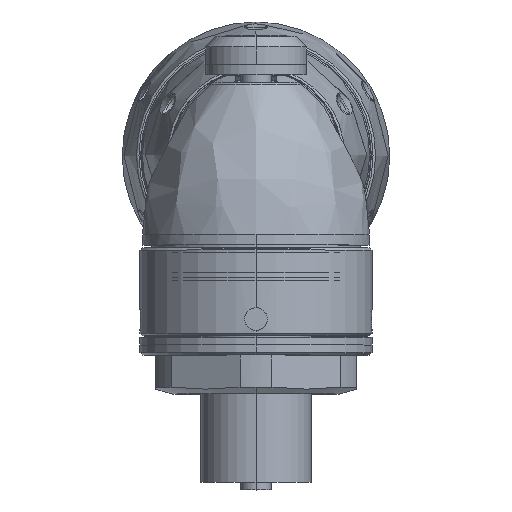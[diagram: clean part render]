
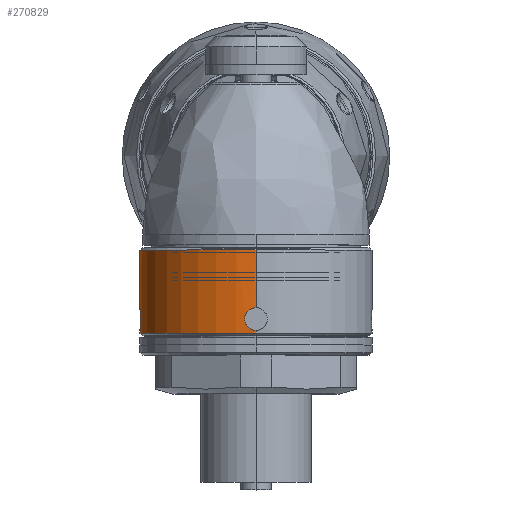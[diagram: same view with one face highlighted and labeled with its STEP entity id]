
A CAD part, top view. The second image highlights one B-rep face of the part: STEP entity #270829.
In plain terms, the highlighted cylindrical face has radius 23 mm (diameter 46 mm), a partial arc.
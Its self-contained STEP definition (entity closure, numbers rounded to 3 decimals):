
#269850=CARTESIAN_POINT('',(23.,0.,1.05));
#269851=CARTESIAN_POINT('',(23.,-0.18,1.05));
#269852=CARTESIAN_POINT('',(22.996,-0.532,
1.091));
#269853=CARTESIAN_POINT('',(22.977,-1.058,
1.288));
#269854=CARTESIAN_POINT('',(22.952,-1.507,
1.601));
#269855=CARTESIAN_POINT('',(22.925,-1.863,
2.));
#269856=CARTESIAN_POINT('',(22.902,-2.126,
2.495));
#269857=CARTESIAN_POINT('',(22.889,-2.256,
3.036));
#269858=CARTESIAN_POINT('',(22.889,-2.255,
3.568));
#269859=CARTESIAN_POINT('',(22.902,-2.125,
4.107));
#269860=CARTESIAN_POINT('',(22.925,-1.862,
4.602));
#269861=CARTESIAN_POINT('',(22.952,-1.504,
5.001));
#269862=CARTESIAN_POINT('',(22.978,-1.056,
5.313));
#269863=CARTESIAN_POINT('',(22.996,-0.532,
5.509));
#269864=CARTESIAN_POINT('',(23.,-0.18,5.55));
#269865=CARTESIAN_POINT('',(23.,0.,5.55));
#269870=CARTESIAN_POINT('',(23.,0.,5.55));
#269871=CARTESIAN_POINT('',(23.,0.18,5.55));
#269872=CARTESIAN_POINT('',(22.996,0.532,
5.509));
#269873=CARTESIAN_POINT('',(22.977,1.057,
5.312));
#269874=CARTESIAN_POINT('',(22.952,1.507,
4.999));
#269875=CARTESIAN_POINT('',(22.925,1.863,
4.6));
#269876=CARTESIAN_POINT('',(22.902,2.126,
4.105));
#269877=CARTESIAN_POINT('',(22.889,2.256,
3.564));
#269878=CARTESIAN_POINT('',(22.889,2.256,
3.032));
#269879=CARTESIAN_POINT('',(22.902,2.125,
2.493));
#269880=CARTESIAN_POINT('',(22.925,1.862,
1.998));
#269881=CARTESIAN_POINT('',(22.952,1.504,
1.598));
#269882=CARTESIAN_POINT('',(22.978,1.055,
1.287));
#269883=CARTESIAN_POINT('',(22.996,0.531,
1.091));
#269884=CARTESIAN_POINT('',(23.,0.18,1.05));
#269885=CARTESIAN_POINT('',(23.,0.,1.05));
#269890=CARTESIAN_POINT('',(0.,0.,0.5));
#269891=DIRECTION('',(0.,0.,1.));
#269892=DIRECTION('',(0.,-1.,0.));
#269893=AXIS2_PLACEMENT_3D('',#269890,#269891,#269892);
#269898=CARTESIAN_POINT('',(0.,-23.,5.55));
#269899=CARTESIAN_POINT('',(0.16,-23.,5.55));
#269900=CARTESIAN_POINT('',(0.473,-22.997,
5.517));
#269901=CARTESIAN_POINT('',(0.928,-22.983,
5.368));
#269902=CARTESIAN_POINT('',(1.341,-22.962,
5.127));
#269903=CARTESIAN_POINT('',(1.693,-22.938,
4.807));
#269904=CARTESIAN_POINT('',(1.973,-22.916,
4.417));
#269905=CARTESIAN_POINT('',(2.162,-22.898,
3.981));
#269906=CARTESIAN_POINT('',(2.257,-22.889,
3.509));
#269907=CARTESIAN_POINT('',(2.251,-22.89,
3.035));
#269908=CARTESIAN_POINT('',(2.145,-22.9,
2.566));
#269909=CARTESIAN_POINT('',(1.947,-22.918,
2.141));
#269910=CARTESIAN_POINT('',(1.666,-22.94,
1.764));
#269911=CARTESIAN_POINT('',(1.317,-22.963,
1.456));
#269912=CARTESIAN_POINT('',(0.91,-22.983,
1.224));
#269913=CARTESIAN_POINT('',(0.463,-22.997,
1.082));
#269914=CARTESIAN_POINT('',(0.157,-23.,1.05));
#269915=CARTESIAN_POINT('',(0.,-23.,1.05));
#269920=CARTESIAN_POINT('',(0.,0.,17.));
#269921=DIRECTION('',(0.,0.,1.));
#269922=DIRECTION('',(0.,-1.,0.));
#269923=AXIS2_PLACEMENT_3D('',#269920,#269921,#269922);
#269928=CARTESIAN_POINT('',(0.,23.,1.05));
#269929=CARTESIAN_POINT('',(0.16,23.,1.05));
#269930=CARTESIAN_POINT('',(0.472,22.997,
1.083));
#269931=CARTESIAN_POINT('',(0.926,22.983,
1.231));
#269932=CARTESIAN_POINT('',(1.339,22.962,
1.471));
#269933=CARTESIAN_POINT('',(1.69,22.939,
1.79));
#269934=CARTESIAN_POINT('',(1.97,22.916,
2.179));
#269935=CARTESIAN_POINT('',(2.16,22.898,
2.613));
#269936=CARTESIAN_POINT('',(2.256,22.889,
3.084));
#269937=CARTESIAN_POINT('',(2.252,22.889,
3.558));
#269938=CARTESIAN_POINT('',(2.147,22.9,
4.026));
#269939=CARTESIAN_POINT('',(1.951,22.918,
4.453));
#269940=CARTESIAN_POINT('',(1.67,22.94,
4.832));
#269941=CARTESIAN_POINT('',(1.321,22.963,
5.141));
#269942=CARTESIAN_POINT('',(0.912,22.983,
5.375));
#269943=CARTESIAN_POINT('',(0.464,22.997,
5.518));
#269944=CARTESIAN_POINT('',(0.157,23.,5.55));
#269945=CARTESIAN_POINT('',(0.,23.,5.55));
#270042=DIRECTION('',(0.,0.,1.));
#270043=VECTOR('',#270042,0.55);
#270044=CARTESIAN_POINT('',(0.,23.,
0.5));
#270045=LINE('',#270044,#270043);
#270071=DIRECTION('',(0.,0.,1.));
#270072=VECTOR('',#270071,11.45);
#270073=CARTESIAN_POINT('',(0.,23.,5.55));
#270074=LINE('',#270073,#270072);
#270086=DIRECTION('',(0.,0.,1.));
#270087=VECTOR('',#270086,11.45);
#270088=CARTESIAN_POINT('',(0.,-23.,5.55));
#270089=LINE('',#270088,#270087);
#270115=DIRECTION('',(0.,0.,1.));
#270116=VECTOR('',#270115,0.55);
#270117=CARTESIAN_POINT('',(0.,-23.,
0.5));
#270118=LINE('',#270117,#270116);
#270269=VERTEX_POINT('',#269850);
#270270=VERTEX_POINT('',#269865);
#270275=VERTEX_POINT('',#269928);
#270276=VERTEX_POINT('',#269945);
#270287=VERTEX_POINT('',#269898);
#270288=VERTEX_POINT('',#269915);
#270309=CARTESIAN_POINT('',(0.,23.,17.));
#270310=CARTESIAN_POINT('',(0.,-23.,17.));
#270311=VERTEX_POINT('',#270309);
#270312=VERTEX_POINT('',#270310);
#270325=CARTESIAN_POINT('',(0.,23.,0.5));
#270326=CARTESIAN_POINT('',(0.,-23.,0.5));
#270327=VERTEX_POINT('',#270325);
#270328=VERTEX_POINT('',#270326);
#270801=CARTESIAN_POINT('',(0.,0.,18.375));
#270802=DIRECTION('',(0.,0.,-1.));
#270803=DIRECTION('',(0.,-1.,0.));
#270804=AXIS2_PLACEMENT_3D('',#270801,#270802,#270803);
#270805=CYLINDRICAL_SURFACE('',#270804,23.);
#270807=ORIENTED_EDGE('',*,*,#270806,.F.);
#270809=ORIENTED_EDGE('',*,*,#270808,.T.);
#270811=ORIENTED_EDGE('',*,*,#270810,.F.);
#270813=ORIENTED_EDGE('',*,*,#270812,.T.);
#270814=ORIENTED_EDGE('',*,*,#270788,.T.);
#270816=ORIENTED_EDGE('',*,*,#270815,.F.);
#270818=ORIENTED_EDGE('',*,*,#270817,.F.);
#270820=ORIENTED_EDGE('',*,*,#270819,.F.);
#270821=EDGE_LOOP('',(#270807,#270809,#270811,#270813,#270814,#270816,#270818,
#270820));
#270822=FACE_OUTER_BOUND('',#270821,.F.);
#270824=ORIENTED_EDGE('',*,*,#270823,.F.);
#270826=ORIENTED_EDGE('',*,*,#270825,.F.);
#270827=EDGE_LOOP('',(#270824,#270826));
#270828=FACE_BOUND('',#270827,.F.);
#270829=ADVANCED_FACE('',(#270822,#270828),#270805,.T.);
#269866=B_SPLINE_CURVE_WITH_KNOTS('',3,(#269850,#269851,#269852,#269853,#269854,
#269855,#269856,#269857,#269858,#269859,#269860,#269861,#269862,#269863,#269864,
#269865),.UNSPECIFIED.,.F.,.F.,(4,1,1,1,1,1,1,1,1,1,1,1,1,4),(0.,
0.077,0.154,0.231,0.308,
0.385,0.462,0.538,0.615,
0.692,0.769,0.846,0.923,1.),
.UNSPECIFIED.);
#269886=B_SPLINE_CURVE_WITH_KNOTS('',3,(#269870,#269871,#269872,#269873,#269874,
#269875,#269876,#269877,#269878,#269879,#269880,#269881,#269882,#269883,#269884,
#269885),.UNSPECIFIED.,.F.,.F.,(4,1,1,1,1,1,1,1,1,1,1,1,1,4),(0.,
0.077,0.154,0.231,0.308,
0.385,0.462,0.538,0.615,
0.692,0.769,0.846,0.923,1.),
.UNSPECIFIED.);
#269894=CIRCLE('',#269893,23.);
#269916=B_SPLINE_CURVE_WITH_KNOTS('',3,(#269898,#269899,#269900,#269901,#269902,
#269903,#269904,#269905,#269906,#269907,#269908,#269909,#269910,#269911,#269912,
#269913,#269914,#269915),.UNSPECIFIED.,.F.,.F.,(4,1,1,1,1,1,1,1,1,1,1,1,1,1,1,
4),(0.,0.067,0.133,0.2,0.267,
0.333,0.4,0.467,0.533,0.6,
0.667,0.733,0.8,0.867,0.933,
1.),.UNSPECIFIED.);
#269924=CIRCLE('',#269923,23.);
#269946=B_SPLINE_CURVE_WITH_KNOTS('',3,(#269928,#269929,#269930,#269931,#269932,
#269933,#269934,#269935,#269936,#269937,#269938,#269939,#269940,#269941,#269942,
#269943,#269944,#269945),.UNSPECIFIED.,.F.,.F.,(4,1,1,1,1,1,1,1,1,1,1,1,1,1,1,
4),(0.,0.067,0.133,0.2,0.267,
0.333,0.4,0.467,0.533,0.6,
0.667,0.733,0.8,0.867,0.933,
1.),.UNSPECIFIED.);
#270788=EDGE_CURVE('',#270312,#270311,#269924,.T.);
#270806=EDGE_CURVE('',#270328,#270327,#269894,.T.);
#270808=EDGE_CURVE('',#270328,#270288,#270118,.T.);
#270810=EDGE_CURVE('',#270287,#270288,#269916,.T.);
#270812=EDGE_CURVE('',#270287,#270312,#270089,.T.);
#270815=EDGE_CURVE('',#270276,#270311,#270074,.T.);
#270817=EDGE_CURVE('',#270275,#270276,#269946,.T.);
#270819=EDGE_CURVE('',#270327,#270275,#270045,.T.);
#270823=EDGE_CURVE('',#270269,#270270,#269866,.T.);
#270825=EDGE_CURVE('',#270270,#270269,#269886,.T.);
